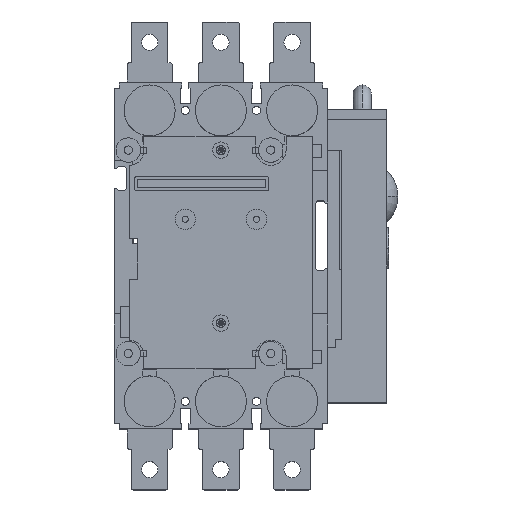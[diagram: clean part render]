
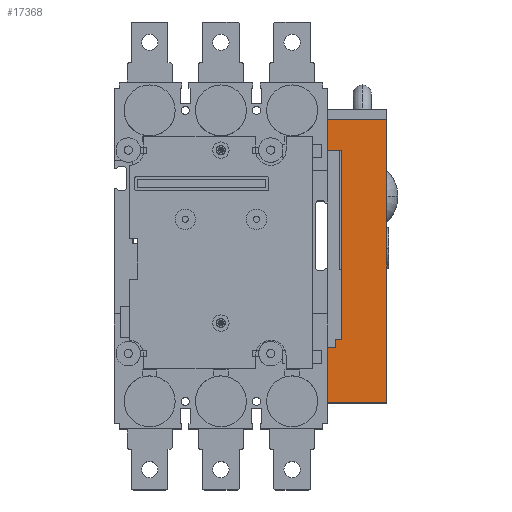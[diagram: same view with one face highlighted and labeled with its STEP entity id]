
A CAD part, top view. The second image highlights one B-rep face of the part: STEP entity #17368.
In plain terms, the highlighted planar face has unit normal (0, 0, 1).
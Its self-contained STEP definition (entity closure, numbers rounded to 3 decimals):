
#6 = CARTESIAN_POINT ( 'NONE',  ( 105., 137., 44.5 ) ) ;
#7 = DIRECTION ( 'NONE',  ( -1., 0., 0. ) ) ;
#860 = FACE_OUTER_BOUND ( 'NONE', #21075, .T. ) ;
#3954 = CARTESIAN_POINT ( 'NONE',  ( 109., 44., 44.5 ) ) ;
#3960 = CARTESIAN_POINT ( 'NONE',  ( 105., 152., 44.5 ) ) ;
#3964 = CARTESIAN_POINT ( 'NONE',  ( 105., 13., 44.5 ) ) ;
#5583 = EDGE_CURVE ( 'NONE', #32308, #32309, #10004, .T. ) ;
#6585 = CARTESIAN_POINT ( 'NONE',  ( 134., 152., 44.5 ) ) ;
#6586 = DIRECTION ( 'NONE',  ( 0., -1., 0. ) ) ;
#10004 = LINE ( 'NONE', #6585, #10005 ) ;
#10005 = VECTOR ( 'NONE', #6586, 1000. ) ;
#12241 = VERTEX_POINT ( 'NONE', #3960 ) ;
#12242 = VERTEX_POINT ( 'NONE', #3954 ) ;
#12243 = VERTEX_POINT ( 'NONE', #3964 ) ;
#16537 = CARTESIAN_POINT ( 'NONE',  ( 134., 152., 44.5 ) ) ;
#16545 = PLANE ( 'NONE',  #31974 ) ;
#16550 = DIRECTION ( 'NONE',  ( 0., 0., -1. ) ) ;
#16551 = DIRECTION ( 'NONE',  ( 0., 1., 0. ) ) ;
#17368 = ADVANCED_FACE ( 'NONE', ( #860 ), #16545, .F. ) ;
#21075 = EDGE_LOOP ( 'NONE', ( #21805, #22012, #21790, #21777, #21762, #21748, #21741, #21733, #21779, #21730 ) ) ;
#21730 = ORIENTED_EDGE ( 'NONE', *, *, #23117, .F. ) ;
#21733 = ORIENTED_EDGE ( 'NONE', *, *, #22925, .T. ) ;
#21741 = ORIENTED_EDGE ( 'NONE', *, *, #5583, .F. ) ;
#21748 = ORIENTED_EDGE ( 'NONE', *, *, #22933, .F. ) ;
#21762 = ORIENTED_EDGE ( 'NONE', *, *, #22927, .T. ) ;
#21777 = ORIENTED_EDGE ( 'NONE', *, *, #23079, .F. ) ;
#21779 = ORIENTED_EDGE ( 'NONE', *, *, #22932, .T. ) ;
#21790 = ORIENTED_EDGE ( 'NONE', *, *, #22926, .T. ) ;
#21805 = ORIENTED_EDGE ( 'NONE', *, *, #23025, .F. ) ;
#22012 = ORIENTED_EDGE ( 'NONE', *, *, #22930, .F. ) ;
#22925 = EDGE_CURVE ( 'NONE', #32308, #12241, #25696, .T. ) ;
#22926 = EDGE_CURVE ( 'NONE', #12242, #32187, #25698, .T. ) ;
#22927 = EDGE_CURVE ( 'NONE', #32186, #12243, #25711, .T. ) ;
#22930 = EDGE_CURVE ( 'NONE', #12242, #32233, #25708, .T. ) ;
#22932 = EDGE_CURVE ( 'NONE', #12241, #32284, #25716, .T. ) ;
#22933 = EDGE_CURVE ( 'NONE', #32309, #12243, #25723, .T. ) ;
#23025 = EDGE_CURVE ( 'NONE', #32233, #32235, #25894, .T. ) ;
#23079 = EDGE_CURVE ( 'NONE', #32186, #32187, #25950, .T. ) ;
#23117 = EDGE_CURVE ( 'NONE', #32235, #32284, #26079, .T. ) ;
#25696 = LINE ( 'NONE', #33707, #25707 ) ;
#25698 = LINE ( 'NONE', #33722, #25709 ) ;
#25707 = VECTOR ( 'NONE', #33725, 1000. ) ;
#25708 = LINE ( 'NONE', #33742, #25717 ) ;
#25709 = VECTOR ( 'NONE', #33730, 1000. ) ;
#25711 = LINE ( 'NONE', #33733, #25712 ) ;
#25712 = VECTOR ( 'NONE', #33735, 1000. ) ;
#25716 = LINE ( 'NONE', #33752, #25721 ) ;
#25717 = VECTOR ( 'NONE', #33750, 1000. ) ;
#25721 = VECTOR ( 'NONE', #33760, 1000. ) ;
#25723 = LINE ( 'NONE', #33763, #25724 ) ;
#25724 = VECTOR ( 'NONE', #33765, 1000. ) ;
#25894 = LINE ( 'NONE', #34235, #25899 ) ;
#25899 = VECTOR ( 'NONE', #34243, 1000. ) ;
#25950 = LINE ( 'NONE', #34505, #26007 ) ;
#26007 = VECTOR ( 'NONE', #34513, 1000. ) ;
#26079 = LINE ( 'NONE', #6, #26080 ) ;
#26080 = VECTOR ( 'NONE', #7, 1000. ) ;
#29589 = CARTESIAN_POINT ( 'NONE',  ( 105., 40., 44.5 ) ) ;
#29591 = CARTESIAN_POINT ( 'NONE',  ( 109., 40., 44.5 ) ) ;
#29670 = CARTESIAN_POINT ( 'NONE',  ( 112., 44., 44.5 ) ) ;
#29674 = CARTESIAN_POINT ( 'NONE',  ( 112., 137., 44.5 ) ) ;
#29756 = CARTESIAN_POINT ( 'NONE',  ( 105., 137., 44.5 ) ) ;
#29796 = CARTESIAN_POINT ( 'NONE',  ( 134., 152., 44.5 ) ) ;
#29798 = CARTESIAN_POINT ( 'NONE',  ( 134., 13., 44.5 ) ) ;
#31974 = AXIS2_PLACEMENT_3D ( 'NONE', #16537, #16550, #16551 ) ;
#32186 = VERTEX_POINT ( 'NONE', #29589 ) ;
#32187 = VERTEX_POINT ( 'NONE', #29591 ) ;
#32233 = VERTEX_POINT ( 'NONE', #29670 ) ;
#32235 = VERTEX_POINT ( 'NONE', #29674 ) ;
#32284 = VERTEX_POINT ( 'NONE', #29756 ) ;
#32308 = VERTEX_POINT ( 'NONE', #29796 ) ;
#32309 = VERTEX_POINT ( 'NONE', #29798 ) ;
#33707 = CARTESIAN_POINT ( 'NONE',  ( 134., 152., 44.5 ) ) ;
#33722 = CARTESIAN_POINT ( 'NONE',  ( 109., 44., 44.5 ) ) ;
#33725 = DIRECTION ( 'NONE',  ( -1., 0., 0. ) ) ;
#33730 = DIRECTION ( 'NONE',  ( 0., -1., 0. ) ) ;
#33733 = CARTESIAN_POINT ( 'NONE',  ( 105., 152., 44.5 ) ) ;
#33735 = DIRECTION ( 'NONE',  ( 0., -1., 0. ) ) ;
#33742 = CARTESIAN_POINT ( 'NONE',  ( -61.188, 44., 44.5 ) ) ;
#33750 = DIRECTION ( 'NONE',  ( 1., 0., 0. ) ) ;
#33752 = CARTESIAN_POINT ( 'NONE',  ( 105., 152., 44.5 ) ) ;
#33760 = DIRECTION ( 'NONE',  ( 0., -1., 0. ) ) ;
#33763 = CARTESIAN_POINT ( 'NONE',  ( 134., 13., 44.5 ) ) ;
#33765 = DIRECTION ( 'NONE',  ( -1., 0., 0. ) ) ;
#34235 = CARTESIAN_POINT ( 'NONE',  ( 112., 137., 44.5 ) ) ;
#34243 = DIRECTION ( 'NONE',  ( 0., 1., 0. ) ) ;
#34505 = CARTESIAN_POINT ( 'NONE',  ( 105., 40., 44.5 ) ) ;
#34513 = DIRECTION ( 'NONE',  ( 1., 0., 0. ) ) ;
